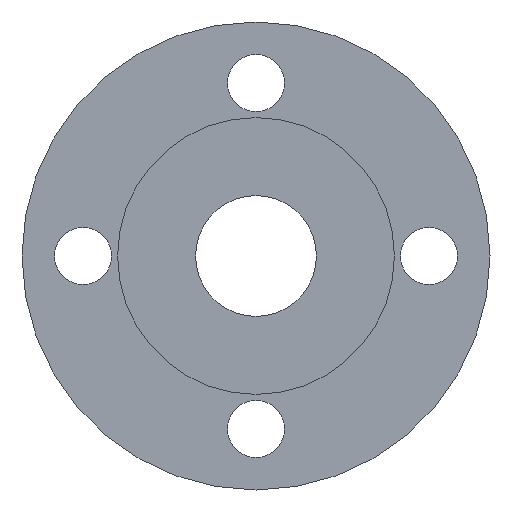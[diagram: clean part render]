
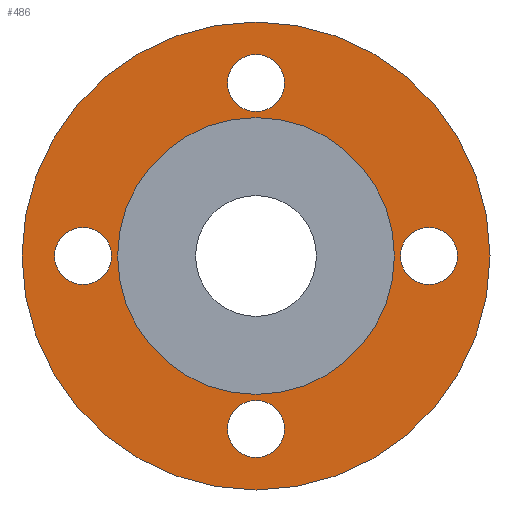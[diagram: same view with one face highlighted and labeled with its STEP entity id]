
A CAD part, front view. The second image highlights one B-rep face of the part: STEP entity #486.
In plain terms, the highlighted planar face has unit normal (0, -1, 0).
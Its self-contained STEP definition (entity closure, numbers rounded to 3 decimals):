
#3 = ORIENTED_EDGE ( 'NONE', *, *, #603, .F. ) ;
#5 = CARTESIAN_POINT ( 'NONE',  ( 0., 2., 34. ) ) ;
#8 = CARTESIAN_POINT ( 'NONE',  ( -42.5, 2., 0. ) ) ;
#9 = AXIS2_PLACEMENT_3D ( 'NONE', #288, #561, #161 ) ;
#14 = CIRCLE ( 'NONE', #387, 34. ) ;
#16 = ORIENTED_EDGE ( 'NONE', *, *, #547, .F. ) ;
#36 = CIRCLE ( 'NONE', #769, 57.5 ) ;
#54 = ORIENTED_EDGE ( 'NONE', *, *, #448, .F. ) ;
#68 = FACE_BOUND ( 'NONE', #658, .T. ) ;
#71 = DIRECTION ( 'NONE',  ( 0., -1., 0. ) ) ;
#75 = DIRECTION ( 'NONE',  ( 0., -1., 0. ) ) ;
#96 = DIRECTION ( 'NONE',  ( 1., 0., 0. ) ) ;
#102 = CIRCLE ( 'NONE', #765, 7. ) ;
#113 = CARTESIAN_POINT ( 'NONE',  ( 0., 2., 34. ) ) ;
#115 = VERTEX_POINT ( 'NONE', #648 ) ;
#117 = DIRECTION ( 'NONE',  ( 0., 0., 1. ) ) ;
#120 = CARTESIAN_POINT ( 'NONE',  ( 0., 2., 0. ) ) ;
#121 = CARTESIAN_POINT ( 'NONE',  ( 0., 2., 0. ) ) ;
#122 = ORIENTED_EDGE ( 'NONE', *, *, #667, .F. ) ;
#132 = EDGE_CURVE ( 'NONE', #518, #640, #697, .T. ) ;
#138 = CIRCLE ( 'NONE', #626, 7. ) ;
#142 = ORIENTED_EDGE ( 'NONE', *, *, #662, .F. ) ;
#152 = EDGE_LOOP ( 'NONE', ( #751, #3 ) ) ;
#161 = DIRECTION ( 'NONE',  ( 1., 0., 0. ) ) ;
#165 = CARTESIAN_POINT ( 'NONE',  ( -42.5, 2., 0. ) ) ;
#171 = AXIS2_PLACEMENT_3D ( 'NONE', #5, #71, #536 ) ;
#172 = EDGE_CURVE ( 'NONE', #268, #190, #333, .T. ) ;
#188 = CARTESIAN_POINT ( 'NONE',  ( 0., 2., 35.5 ) ) ;
#190 = VERTEX_POINT ( 'NONE', #772 ) ;
#199 = CARTESIAN_POINT ( 'NONE',  ( -49.5, 2., 0. ) ) ;
#205 = EDGE_CURVE ( 'NONE', #315, #306, #36, .T. ) ;
#219 = CARTESIAN_POINT ( 'NONE',  ( -35.5, 2., 0. ) ) ;
#222 = EDGE_LOOP ( 'NONE', ( #463, #668 ) ) ;
#224 = DIRECTION ( 'NONE',  ( 0., 1., 0. ) ) ;
#243 = DIRECTION ( 'NONE',  ( 0., 0., 1. ) ) ;
#249 = EDGE_LOOP ( 'NONE', ( #54, #591 ) ) ;
#268 = VERTEX_POINT ( 'NONE', #188 ) ;
#288 = CARTESIAN_POINT ( 'NONE',  ( 42.5, 2., 0. ) ) ;
#296 = EDGE_CURVE ( 'NONE', #306, #315, #589, .T. ) ;
#299 = CARTESIAN_POINT ( 'NONE',  ( 0., 2., 42.5 ) ) ;
#305 = DIRECTION ( 'NONE',  ( -1., 0., 0. ) ) ;
#306 = VERTEX_POINT ( 'NONE', #515 ) ;
#315 = VERTEX_POINT ( 'NONE', #374 ) ;
#322 = ORIENTED_EDGE ( 'NONE', *, *, #843, .F. ) ;
#328 = FACE_OUTER_BOUND ( 'NONE', #608, .T. ) ;
#333 = CIRCLE ( 'NONE', #446, 7. ) ;
#336 = FACE_BOUND ( 'NONE', #249, .T. ) ;
#345 = DIRECTION ( 'NONE',  ( -1., 0., 0. ) ) ;
#347 = VERTEX_POINT ( 'NONE', #714 ) ;
#348 = ORIENTED_EDGE ( 'NONE', *, *, #296, .F. ) ;
#351 = EDGE_CURVE ( 'NONE', #400, #709, #14, .T. ) ;
#362 = DIRECTION ( 'NONE',  ( 0., 0., -1. ) ) ;
#366 = DIRECTION ( 'NONE',  ( 0., -1., 0. ) ) ;
#373 = CARTESIAN_POINT ( 'NONE',  ( 0., 2., -34. ) ) ;
#374 = CARTESIAN_POINT ( 'NONE',  ( 0., 2., -57.5 ) ) ;
#385 = DIRECTION ( 'NONE',  ( 0., 1., 0. ) ) ;
#387 = AXIS2_PLACEMENT_3D ( 'NONE', #121, #385, #651 ) ;
#400 = VERTEX_POINT ( 'NONE', #113 ) ;
#406 = VERTEX_POINT ( 'NONE', #579 ) ;
#428 = DIRECTION ( 'NONE',  ( 0., -1., 0. ) ) ;
#431 = CARTESIAN_POINT ( 'NONE',  ( 0., 2., 42.5 ) ) ;
#436 = DIRECTION ( 'NONE',  ( 0., 0., 1. ) ) ;
#446 = AXIS2_PLACEMENT_3D ( 'NONE', #431, #366, #436 ) ;
#448 = EDGE_CURVE ( 'NONE', #640, #518, #652, .T. ) ;
#450 = ORIENTED_EDGE ( 'NONE', *, *, #205, .F. ) ;
#454 = AXIS2_PLACEMENT_3D ( 'NONE', #618, #494, #96 ) ;
#461 = FACE_BOUND ( 'NONE', #222, .T. ) ;
#463 = ORIENTED_EDGE ( 'NONE', *, *, #351, .T. ) ;
#474 = AXIS2_PLACEMENT_3D ( 'NONE', #8, #614, #345 ) ;
#483 = CARTESIAN_POINT ( 'NONE',  ( 0., 2., -42.5 ) ) ;
#486 = ADVANCED_FACE ( 'NONE', ( #336, #604, #68, #610, #461, #328 ), #678, .T. ) ;
#491 = CARTESIAN_POINT ( 'NONE',  ( 0., 2., -42.5 ) ) ;
#494 = DIRECTION ( 'NONE',  ( 0., -1., 0. ) ) ;
#515 = CARTESIAN_POINT ( 'NONE',  ( 0., 2., 57.5 ) ) ;
#518 = VERTEX_POINT ( 'NONE', #199 ) ;
#528 = CIRCLE ( 'NONE', #636, 7. ) ;
#535 = DIRECTION ( 'NONE',  ( 0., 0., -1. ) ) ;
#536 = DIRECTION ( 'NONE',  ( 0., 0., -1. ) ) ;
#547 = EDGE_CURVE ( 'NONE', #347, #406, #102, .T. ) ;
#554 = CARTESIAN_POINT ( 'NONE',  ( 0., 2., 0. ) ) ;
#561 = DIRECTION ( 'NONE',  ( 0., -1., 0. ) ) ;
#567 = DIRECTION ( 'NONE',  ( 0., -1., 0. ) ) ;
#568 = CIRCLE ( 'NONE', #9, 7. ) ;
#574 = DIRECTION ( 'NONE',  ( 0., 1., 0. ) ) ;
#575 = CARTESIAN_POINT ( 'NONE',  ( 0., 2., 0. ) ) ;
#579 = CARTESIAN_POINT ( 'NONE',  ( 0., 2., -35.5 ) ) ;
#586 = CARTESIAN_POINT ( 'NONE',  ( 49.5, 2., 0. ) ) ;
#588 = DIRECTION ( 'NONE',  ( 0., 1., 0. ) ) ;
#589 = CIRCLE ( 'NONE', #736, 57.5 ) ;
#591 = ORIENTED_EDGE ( 'NONE', *, *, #132, .F. ) ;
#603 = EDGE_CURVE ( 'NONE', #190, #268, #528, .T. ) ;
#604 = FACE_BOUND ( 'NONE', #152, .T. ) ;
#608 = EDGE_LOOP ( 'NONE', ( #348, #450 ) ) ;
#610 = FACE_BOUND ( 'NONE', #720, .T. ) ;
#614 = DIRECTION ( 'NONE',  ( 0., -1., 0. ) ) ;
#618 = CARTESIAN_POINT ( 'NONE',  ( 42.5, 2., 0. ) ) ;
#626 = AXIS2_PLACEMENT_3D ( 'NONE', #483, #75, #535 ) ;
#636 = AXIS2_PLACEMENT_3D ( 'NONE', #299, #567, #836 ) ;
#640 = VERTEX_POINT ( 'NONE', #219 ) ;
#648 = CARTESIAN_POINT ( 'NONE',  ( 35.5, 2., 0. ) ) ;
#651 = DIRECTION ( 'NONE',  ( 0., 0., 1. ) ) ;
#652 = CIRCLE ( 'NONE', #474, 7. ) ;
#658 = EDGE_LOOP ( 'NONE', ( #142, #122 ) ) ;
#662 = EDGE_CURVE ( 'NONE', #115, #807, #834, .T. ) ;
#667 = EDGE_CURVE ( 'NONE', #807, #115, #568, .T. ) ;
#668 = ORIENTED_EDGE ( 'NONE', *, *, #787, .T. ) ;
#678 = PLANE ( 'NONE',  #171 ) ;
#697 = CIRCLE ( 'NONE', #734, 7. ) ;
#708 = DIRECTION ( 'NONE',  ( 0., -1., 0. ) ) ;
#709 = VERTEX_POINT ( 'NONE', #373 ) ;
#714 = CARTESIAN_POINT ( 'NONE',  ( 0., 2., -49.5 ) ) ;
#720 = EDGE_LOOP ( 'NONE', ( #322, #16 ) ) ;
#734 = AXIS2_PLACEMENT_3D ( 'NONE', #165, #708, #305 ) ;
#736 = AXIS2_PLACEMENT_3D ( 'NONE', #575, #588, #117 ) ;
#741 = DIRECTION ( 'NONE',  ( 0., 0., 1. ) ) ;
#751 = ORIENTED_EDGE ( 'NONE', *, *, #172, .F. ) ;
#764 = CIRCLE ( 'NONE', #851, 34. ) ;
#765 = AXIS2_PLACEMENT_3D ( 'NONE', #491, #428, #362 ) ;
#769 = AXIS2_PLACEMENT_3D ( 'NONE', #554, #224, #741 ) ;
#772 = CARTESIAN_POINT ( 'NONE',  ( 0., 2., 49.5 ) ) ;
#787 = EDGE_CURVE ( 'NONE', #709, #400, #764, .T. ) ;
#807 = VERTEX_POINT ( 'NONE', #586 ) ;
#834 = CIRCLE ( 'NONE', #454, 7. ) ;
#836 = DIRECTION ( 'NONE',  ( 0., 0., 1. ) ) ;
#843 = EDGE_CURVE ( 'NONE', #406, #347, #138, .T. ) ;
#851 = AXIS2_PLACEMENT_3D ( 'NONE', #120, #574, #243 ) ;
